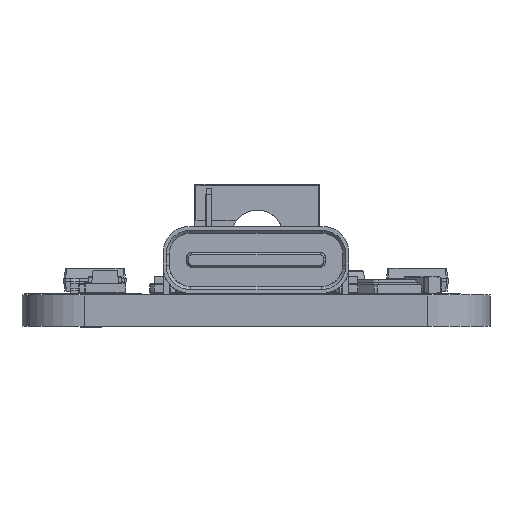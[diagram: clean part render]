
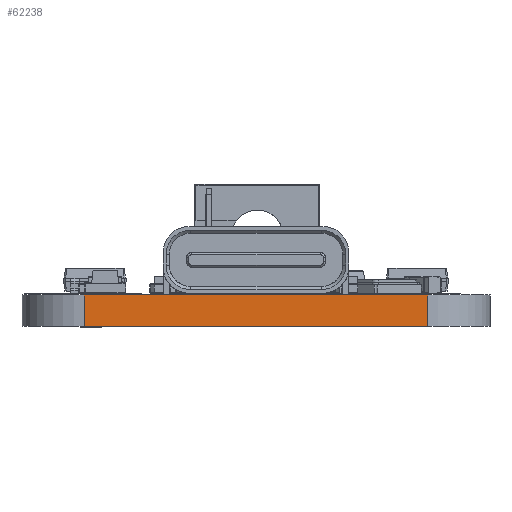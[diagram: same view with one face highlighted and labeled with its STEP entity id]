
A CAD part, left-side view. The second image highlights one B-rep face of the part: STEP entity #62238.
In plain terms, the highlighted planar face has unit normal (-1, 0, 0).
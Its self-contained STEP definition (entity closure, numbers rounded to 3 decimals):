
#61599 = VERTEX_POINT('',#61600);
#61600 = CARTESIAN_POINT('',(93.5,-91.75,0.));
#61607 = EDGE_CURVE('',#61608,#61599,#61610,.T.);
#61608 = VERTEX_POINT('',#61609);
#61609 = CARTESIAN_POINT('',(93.5,-108.25,0.));
#61610 = LINE('',#61611,#61612);
#61611 = CARTESIAN_POINT('',(93.5,-108.25,0.));
#61612 = VECTOR('',#61613,1.);
#61613 = DIRECTION('',(0.,1.,0.));
#61905 = VERTEX_POINT('',#61906);
#61906 = CARTESIAN_POINT('',(93.5,-91.75,1.51));
#61913 = EDGE_CURVE('',#61914,#61905,#61916,.T.);
#61914 = VERTEX_POINT('',#61915);
#61915 = CARTESIAN_POINT('',(93.5,-108.25,1.51));
#61916 = LINE('',#61917,#61918);
#61917 = CARTESIAN_POINT('',(93.5,-108.25,1.51));
#61918 = VECTOR('',#61919,1.);
#61919 = DIRECTION('',(0.,1.,0.));
#62208 = EDGE_CURVE('',#61599,#61905,#62209,.T.);
#62209 = LINE('',#62210,#62211);
#62210 = CARTESIAN_POINT('',(93.5,-91.75,0.));
#62211 = VECTOR('',#62212,1.);
#62212 = DIRECTION('',(0.,0.,1.));
#62238 = ADVANCED_FACE('',(#62239),#62250,.T.);
#62239 = FACE_BOUND('',#62240,.T.);
#62240 = EDGE_LOOP('',(#62241,#62247,#62248,#62249));
#62241 = ORIENTED_EDGE('',*,*,#62242,.T.);
#62242 = EDGE_CURVE('',#61608,#61914,#62243,.T.);
#62243 = LINE('',#62244,#62245);
#62244 = CARTESIAN_POINT('',(93.5,-108.25,0.));
#62245 = VECTOR('',#62246,1.);
#62246 = DIRECTION('',(0.,0.,1.));
#62247 = ORIENTED_EDGE('',*,*,#61913,.T.);
#62248 = ORIENTED_EDGE('',*,*,#62208,.F.);
#62249 = ORIENTED_EDGE('',*,*,#61607,.F.);
#62250 = PLANE('',#62251);
#62251 = AXIS2_PLACEMENT_3D('',#62252,#62253,#62254);
#62252 = CARTESIAN_POINT('',(93.5,-108.25,0.));
#62253 = DIRECTION('',(-1.,0.,0.));
#62254 = DIRECTION('',(0.,1.,0.));
